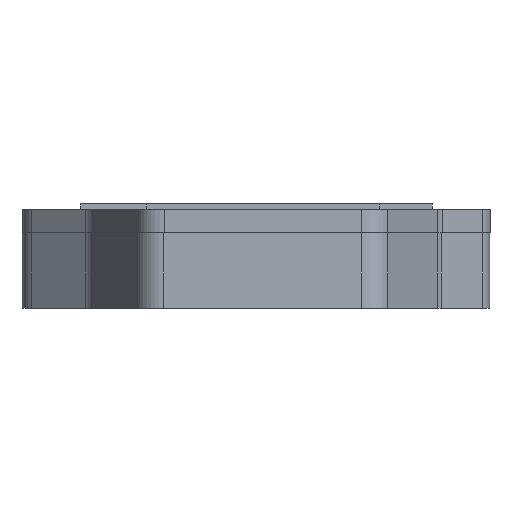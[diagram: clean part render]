
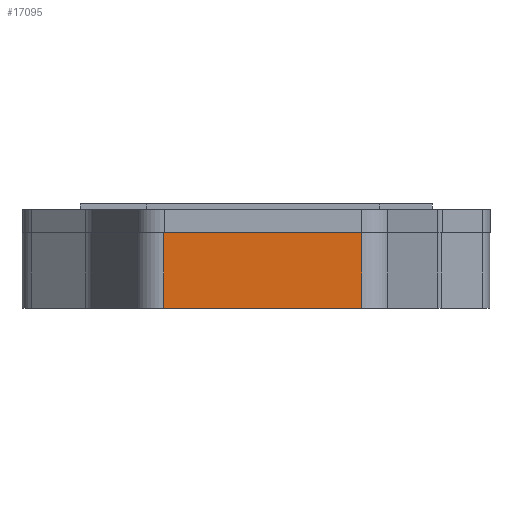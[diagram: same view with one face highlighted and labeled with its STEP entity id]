
A CAD part, front view. The second image highlights one B-rep face of the part: STEP entity #17095.
In plain terms, the highlighted planar face has unit normal (0, -1, 0).
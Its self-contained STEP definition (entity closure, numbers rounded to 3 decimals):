
#1231=PLANE('',#17947);
#1647=FACE_OUTER_BOUND('',#2356,.T.);
#2356=EDGE_LOOP('',(#12785,#12786,#12787,#12788));
#3276=LINE('',#23089,#5179);
#3292=LINE('',#23151,#5195);
#3316=LINE('',#23221,#5219);
#3317=LINE('',#23223,#5220);
#5179=VECTOR('',#19083,10.);
#5195=VECTOR('',#19137,10.);
#5219=VECTOR('',#19205,10.);
#5220=VECTOR('',#19208,10.);
#7608=VERTEX_POINT('',#23086);
#7609=VERTEX_POINT('',#23088);
#7635=VERTEX_POINT('',#23148);
#7636=VERTEX_POINT('',#23150);
#9842=EDGE_CURVE('',#7608,#7609,#3276,.T.);
#9873=EDGE_CURVE('',#7635,#7636,#3292,.T.);
#9909=EDGE_CURVE('',#7636,#7608,#3316,.T.);
#9910=EDGE_CURVE('',#7609,#7635,#3317,.T.);
#12785=ORIENTED_EDGE('',*,*,#9909,.F.);
#12786=ORIENTED_EDGE('',*,*,#9873,.F.);
#12787=ORIENTED_EDGE('',*,*,#9910,.F.);
#12788=ORIENTED_EDGE('',*,*,#9842,.F.);
#17095=ADVANCED_FACE('',(#1647),#1231,.T.);
#17947=AXIS2_PLACEMENT_3D('',#23222,#19206,#19207);
#19083=DIRECTION('',(1.,0.,0.));
#19137=DIRECTION('',(-1.,0.,0.));
#19205=DIRECTION('',(0.,0.,1.));
#19206=DIRECTION('center_axis',(0.,-1.,0.));
#19207=DIRECTION('ref_axis',(1.,0.,0.));
#19208=DIRECTION('',(0.,0.,-1.));
#23086=CARTESIAN_POINT('',(-6.333,-51.207,13.));
#23088=CARTESIAN_POINT('',(27.786,-51.207,13.));
#23089=CARTESIAN_POINT('',(30.877,-51.207,13.));
#23148=CARTESIAN_POINT('',(27.786,-51.207,0.));
#23150=CARTESIAN_POINT('',(-6.333,-51.207,0.));
#23151=CARTESIAN_POINT('',(30.877,-51.207,0.));
#23221=CARTESIAN_POINT('',(-6.333,-51.207,0.));
#23222=CARTESIAN_POINT('Origin',(-9.423,-51.207,0.));
#23223=CARTESIAN_POINT('',(27.786,-51.207,0.));
